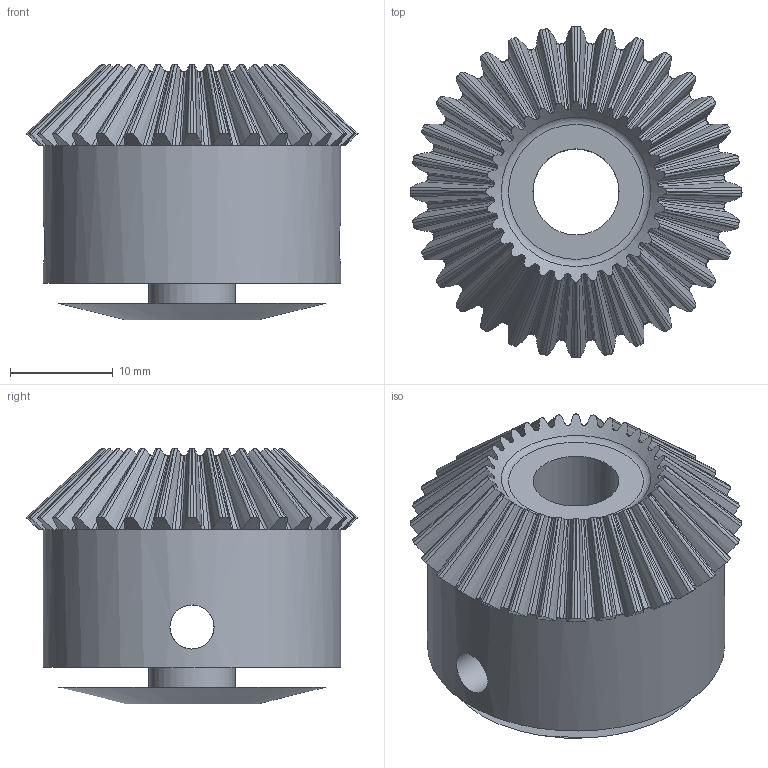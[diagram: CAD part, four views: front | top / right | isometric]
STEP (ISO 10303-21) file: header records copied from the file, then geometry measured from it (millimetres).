
FILE_DESCRIPTION( ( 'STEP AP203' ), '1' );
FILE_NAME( ' ', ' ', ( ' ' ), ( ' ' ), 'PSStep 10.0', ' ', ' ' );
FILE_SCHEMA( ( 'CONFIG_CONTROL_DESIGN' ) );
Length unit declared in the file: millimetre
Products named in the file (1): 1
Bounding box: 32.37 x 32.37 x 24.94 mm (x, y, z)
Volume: 10757.7 mm3; surface area: 4227.4 mm2
Topology: 1 solids, 1 shells, 300 faces, 892 edges, 595 vertices
Faces by surface type: bspline 192, plane 67, cone 34, cylinder 4, revolution 2, torus 1
Full cylindrical faces by diameter (mm): 4.3 x2, 8.4 x1, 29 x1
Entity records: 20349 total; most frequent: CARTESIAN_POINT 14295, ORIENTED_EDGE 1762, EDGE_CURVE 881, B_SPLINE_CURVE_WITH_KNOTS 713, VERTEX_POINT 593, DIRECTION 517, EDGE_LOOP 314, FACE_OUTER_BOUND 305
